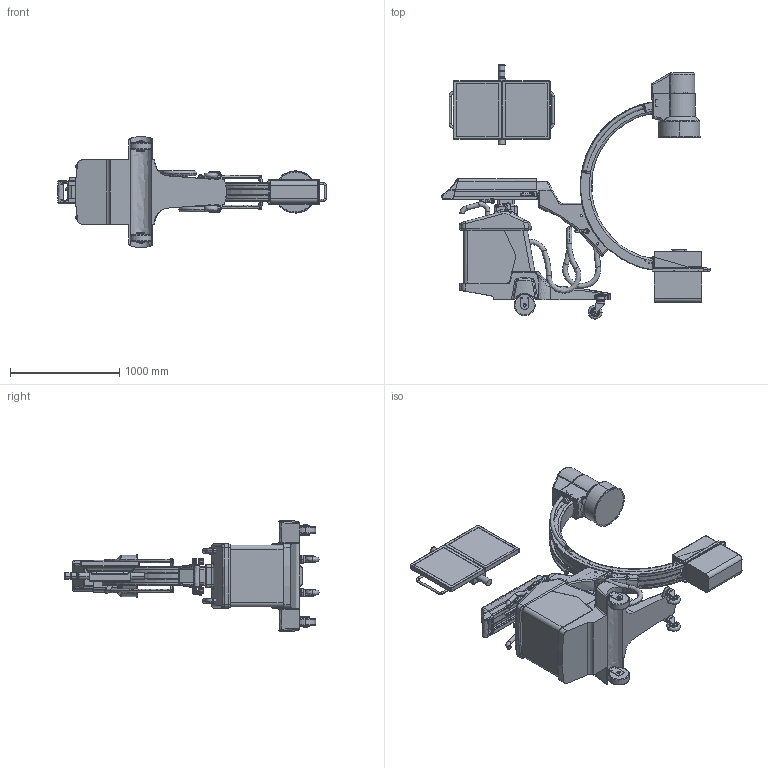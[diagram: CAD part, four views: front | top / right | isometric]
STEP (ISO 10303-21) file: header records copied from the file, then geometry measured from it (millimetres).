
FILE_DESCRIPTION(('FreeCAD Model'),'2;1');
FILE_NAME('Open CASCADE Shape Model','2025-04-29T07:15:59',('FreeCAD'),( 'FreeCAD'),'Open CASCADE STEP processor 7.6','FreeCAD','Unknown');
FILE_SCHEMA(('AUTOMOTIVE_DESIGN { 1 0 10303 214 1 1 1 1 }'));
Products named in the file (1): Open CASCADE STEP translator 7.6 1
Bounding box: 2453.9 x 2325.17 x 1013.54 mm (x, y, z)
Volume: 413848963 mm3; surface area: 15852850.3 mm2
Topology: 101 solids, 101 shells, 3013 faces, 7319 edges, 4544 vertices
Faces by surface type: bspline 3013
Entity records: 122785 total; most frequent: CARTESIAN_POINT 80915, ORIENTED_EDGE 14542, EDGE_CURVE 7271, VERTEX_POINT 4544, B_SPLINE_CURVE_WITH_KNOTS 4351, FACE_BOUND 3495, EDGE_LOOP 3495, ADVANCED_FACE 3013
